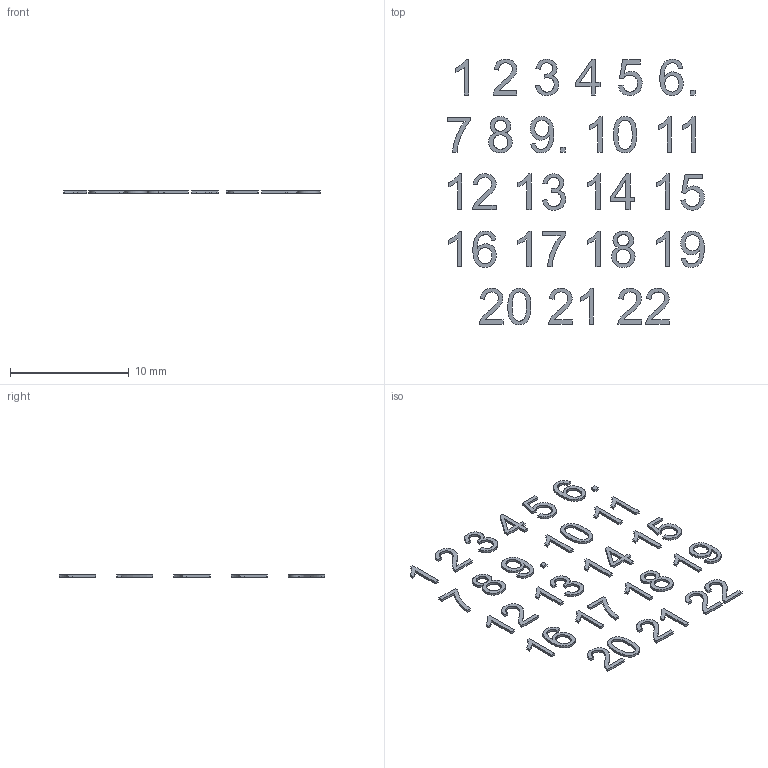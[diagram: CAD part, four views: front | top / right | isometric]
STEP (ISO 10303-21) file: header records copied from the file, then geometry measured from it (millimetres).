
FILE_DESCRIPTION(('HOOPS Exchange Step'),'2;1');
FILE_NAME('temp_export','2024-08-25T16:09:51+08:00',('sharma21'),('Shapr3D Limited'),'HOOPS Exchange 2024.2','Shapr3D','Authorized');
FILE_SCHEMA( ('AP242_MANAGED_MODEL_BASED_3D_ENGINEERING_MIM_LF {1 0 10303 442 1 1 4 }') );
Length unit declared in the file: millimetre
Products named in the file (1): root
Bounding box: 21.6 x 22.32 x 0.2 mm (x, y, z)
Volume: 14.3 mm3; surface area: 228.4 mm2
Topology: 37 solids, 37 shells, 355 faces, 843 edges, 562 vertices
Faces by surface type: plane 233, bspline 122
Entity records: 15021 total; most frequent: CARTESIAN_POINT 7572, ORIENTED_EDGE 1686, DIRECTION 1069, EDGE_CURVE 843, VECTOR 599, LINE 599, VERTEX_POINT 562, EDGE_LOOP 379
